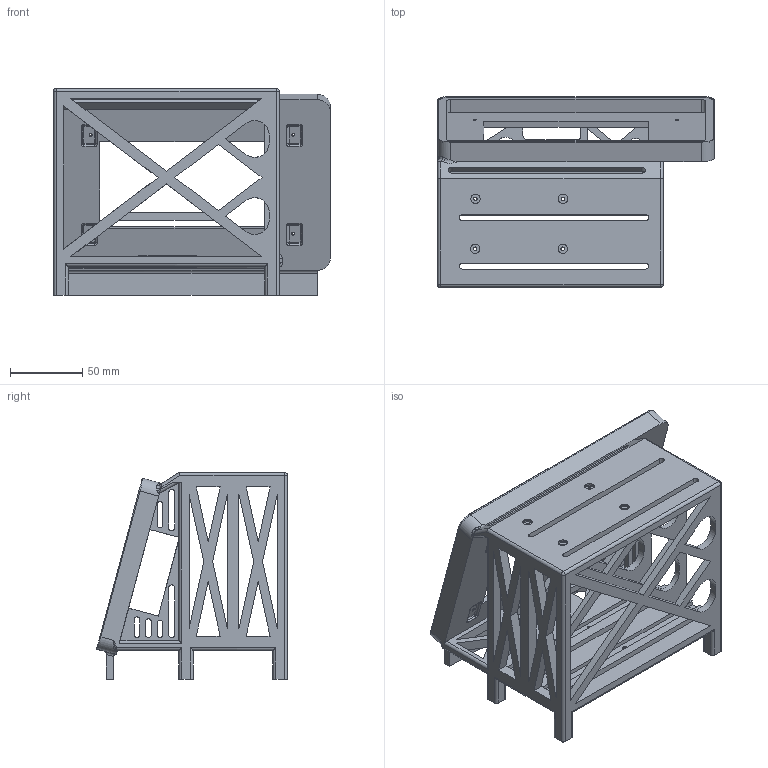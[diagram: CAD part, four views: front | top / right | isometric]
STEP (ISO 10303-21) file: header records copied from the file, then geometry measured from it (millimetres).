
FILE_DESCRIPTION(/* description */ (''),/* implementation_level */ '2;1');
FILE_NAME(/* name */ 'Server_Rack_Photo_Holder.step',/* time_stamp */ '2025-12-09T14:32:36Z',/* author */ (''),/* organization */ (''),/* preprocessor_version */ 'ST-DEVELOPER v20.1',/* originating_system */ 'Autodesk Translation Framework v14.21.0.0',/* authorisation */ '');
FILE_SCHEMA (('AUTOMOTIVE_DESIGN { 1 0 10303 214 3 1 1 }'));
Length unit declared in the file: millimetre
Products named in the file (1): 2025-12-05-03-41-07-574
Bounding box: 191.32 x 131.88 x 143 mm (x, y, z)
Volume: 391470.3 mm3; surface area: 190187 mm2
Topology: 1 solids, 1 shells, 1016 faces, 2944 edges, 1917 vertices
Faces by surface type: plane 815, cylinder 152, sphere 20, torus 16, bspline 13
Full cylindrical faces by diameter (mm): 2.05 x4
Entity records: 33531 total; most frequent: CARTESIAN_POINT 6347, ORIENTED_EDGE 5884, DIRECTION 5254, EDGE_CURVE 2942, LINE 2590, VECTOR 2590, VERTEX_POINT 1917, AXIS2_PLACEMENT_3D 1332
